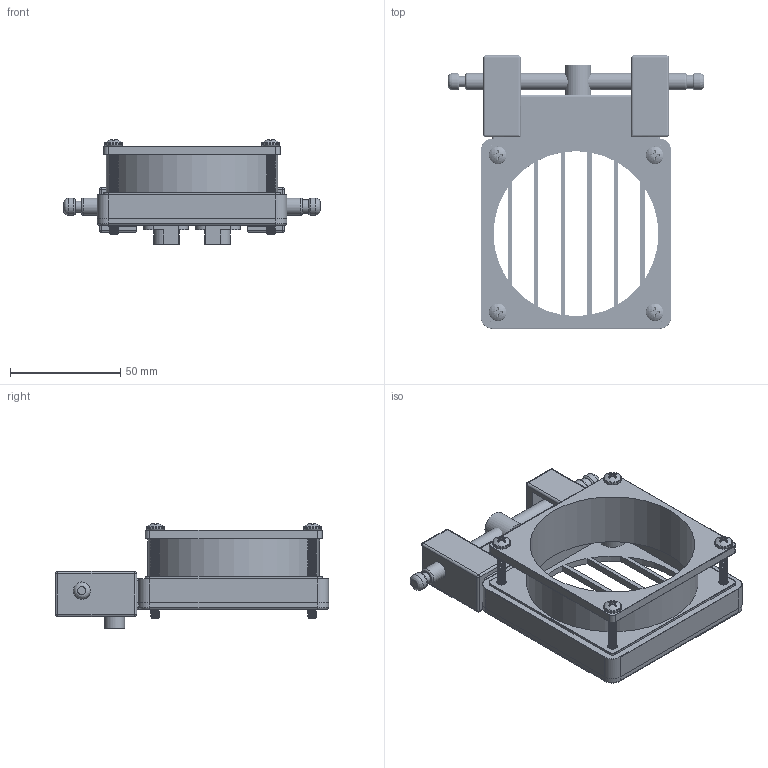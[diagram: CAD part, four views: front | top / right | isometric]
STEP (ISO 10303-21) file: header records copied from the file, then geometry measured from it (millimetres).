
FILE_DESCRIPTION(/* description */ (''),/* implementation_level */ '2;1');
FILE_NAME(/* name */ 'FumeExtractor v31.step',/* time_stamp */ '2017-01-28T15:38:43+01:00',/* author */ (''),/* organization */ (''),/* preprocessor_version */ 'ST-DEVELOPER v16.5',/* originating_system */ 'Autodesk Translation Framework v5.2.0.2920',/* authorisation */ '');
FILE_SCHEMA (('AUTOMOTIVE_DESIGN { 1 0 10303 214 3 1 1 }'));
Length unit declared in the file: millimetre
Products named in the file (14): FumeExtractor v31; Fan; Filter Box; Front; Component20; Support; DC Socket Panel Mount v7; Support Hinges; Slide Lock; Right; Left; Screws; original; DC Socket Panel Mount v7(Mirror) (1)
Assembly tree (16 placements, depth 4):
  FumeExtractor v31
    Fan
    Filter Box
      Front
      Component20
    Support
    DC Socket Panel Mount v7
    Support Hinges
      Slide Lock
        Right
        Left
    Screws
      original  x4
    DC Socket Panel Mount v7(Mirror) (1)
Bounding box: 116.6 x 124.19 x 47.67 mm (x, y, z)
Volume: 79267.7 mm3; surface area: 69654.2 mm2
Topology: 16 solids, 16 shells, 488 faces, 1215 edges, 778 vertices
Faces by surface type: plane 241, cylinder 157, torus 36, sphere 20, cone 20, bspline 14
Full cylindrical faces by diameter (mm): 1.88 x4, 2.48 x8, 4.4 x16, 4.846 x1, 6.206 x1, 7.7 x3, 7.9 x2, 8 x4, 12.1 x1, 75 x1, 78 x1
Entity records: 21965 total; most frequent: CARTESIAN_POINT 12321, DIRECTION 2060, ORIENTED_EDGE 1802, EDGE_CURVE 901, AXIS2_PLACEMENT_3D 771, VERTEX_POINT 596, EDGE_LOOP 529, LINE 518
